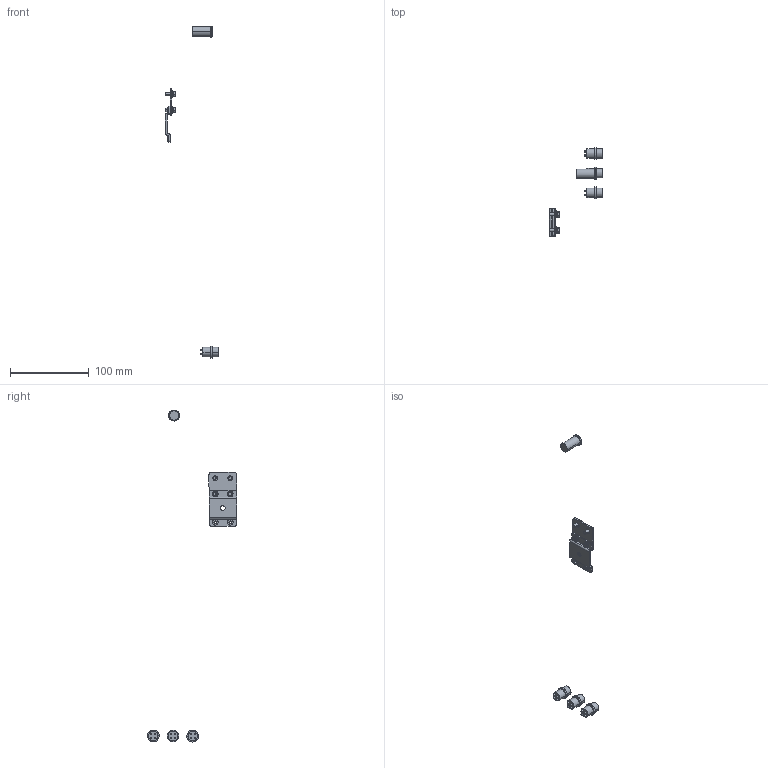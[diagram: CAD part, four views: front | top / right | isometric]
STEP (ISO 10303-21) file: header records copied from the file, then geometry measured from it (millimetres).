
FILE_DESCRIPTION (( 'STEP AP214' ), '1' );
FILE_NAME ('320S4 case.STEP', '2024-06-04T15:41:36', ( '' ), ( '' ), 'SwSTEP 2.0', 'SolidWorks 2023', '' );
FILE_SCHEMA (( 'AUTOMOTIVE_DESIGN' ));
Length unit declared in the file: millimetre
Products named in the file (15): GX12-8P_1_1_1_1; 320S4-A0007-12V320AH-ASM_ASM__1_ASM; 320S4-A0007-12V320AH-0221_ASM_1_ASM; K12_1_2_1_1_2_1_1_1_1_1; PRT0002_1_1_1_2_1_1_1; A0007-12V320AH-1219_ASM_ASM_1_1_ASM; 320S4-A0007-12V320AH-0223_ASM_1_ASM; K12_1_ASM_1_1_2_ASM_1_ASM_1_A_1_ASM; 320S4 case; K12_ASM_1_1_2_ASM_1_ASM_1_ASM_2_ASM; BB_1_1_1_2_1_1_1_1_1; K12_1_1_1_1_2_1_1_1_1_1; LUO_1_1_1_2_1_1_1_1_1; 01_1_1_1_1_1_1_1; A0007-12V320AH-0603_ASM_1_ASM_1_ASM
Assembly tree (18 placements, depth 9):
  320S4 case
    320S4-A0007-12V320AH-0223_ASM_1_ASM
      320S4-A0007-12V320AH-0221_ASM_1_ASM
        320S4-A0007-12V320AH-ASM_ASM__1_ASM
          A0007-12V320AH-1219_ASM_ASM_1_1_ASM
            A0007-12V320AH-0603_ASM_1_ASM_1_ASM
              K12_ASM_1_1_2_ASM_1_ASM_1_ASM_2_ASM
                K12_1_ASM_1_1_2_ASM_1_ASM_1_A_1_ASM
                  K12_1_1_1_1_2_1_1_1_1_1
                  K12_1_2_1_1_2_1_1_1_1_1
              BB_1_1_1_2_1_1_1_1_1
              01_1_1_1_1_1_1_1
              LUO_1_1_1_2_1_1_1_1_1  x4
            PRT0002_1_1_1_2_1_1_1
          GX12-8P_1_1_1_1
    GX12-8P_1_1_1_1
Bounding box: 67.4 x 113.24 x 421.38 mm (x, y, z)
Volume: 16384.7 mm3; surface area: 15456.4 mm2
Topology: 11 solids, 11 shells, 429 faces, 945 edges, 604 vertices
Faces by surface type: plane 192, cylinder 174, torus 60, cone 3
Entity records: 7386 total; most frequent: DIRECTION 1407, CARTESIAN_POINT 1162, ORIENTED_EDGE 1082, AXIS2_PLACEMENT_3D 591, EDGE_CURVE 541, VERTEX_POINT 346, CIRCLE 316, EDGE_LOOP 305
